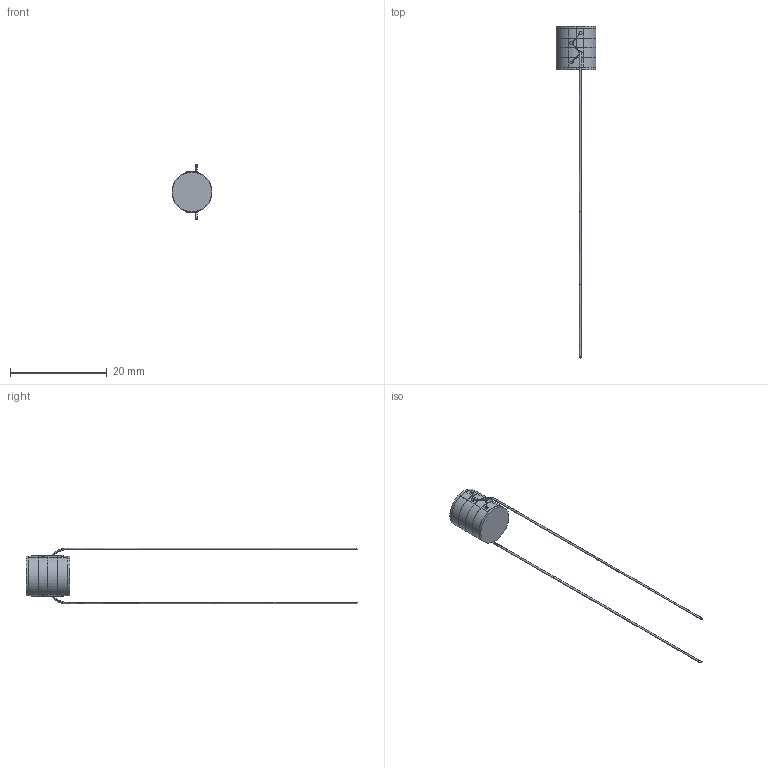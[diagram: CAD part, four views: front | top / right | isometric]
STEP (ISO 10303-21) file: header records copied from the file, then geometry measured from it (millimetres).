
FILE_DESCRIPTION (( 'STEP AP214' ), '1' );
FILE_NAME ('CTN009558.STEP', '2017-04-20T09:22:09', ( '' ), ( '' ), 'SwSTEP 2.0', 'SolidWorks 2016', '' );
FILE_SCHEMA (( 'AUTOMOTIVE_DESIGN' ));
Length unit declared in the file: millimetre
Products named in the file (1): CTN009558
Bounding box: 8.2 x 68.55 x 11.42 mm (x, y, z)
Volume: 701.6 mm3; surface area: 1340.3 mm2
Topology: 8 solids, 8 shells, 142 faces, 358 edges, 236 vertices
Faces by surface type: plane 62, bspline 44, cylinder 36
Entity records: 8814 total; most frequent: CARTESIAN_POINT 4473, ORIENTED_EDGE 716, DIRECTION 532, EDGE_CURVE 358, VERTEX_POINT 236, AXIS2_PLACEMENT_3D 209, EDGE_LOOP 146, FACE_OUTER_BOUND 142
